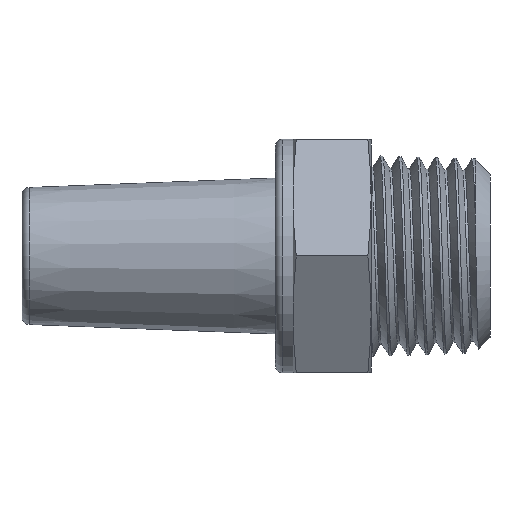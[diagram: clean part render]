
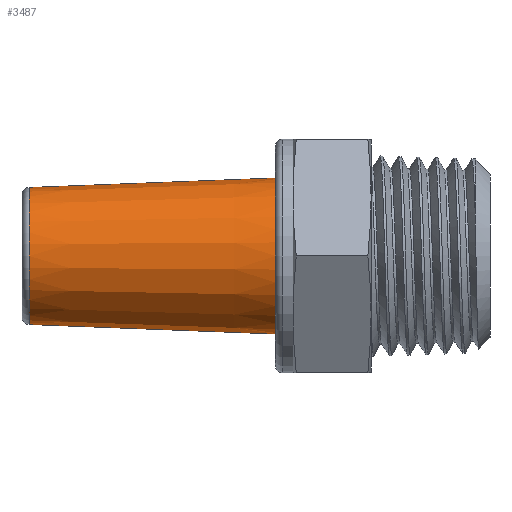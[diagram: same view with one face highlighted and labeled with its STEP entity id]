
A CAD part, left-side view. The second image highlights one B-rep face of the part: STEP entity #3487.
In plain terms, the highlighted conical face has half-angle 2.203 degrees and reference radius 3.5 mm.
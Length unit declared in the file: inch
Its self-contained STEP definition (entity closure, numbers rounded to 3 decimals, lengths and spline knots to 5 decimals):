
#322 = EDGE_CURVE ( 'NONE', #344, #2380, #1467, .T. ) ;
#333 = ORIENTED_EDGE ( 'NONE', *, *, #322, .T. ) ;
#344 = VERTEX_POINT ( 'NONE', #1098 ) ;
#348 = DIRECTION ( 'NONE',  ( 0., -0.999, 0.038 ) ) ;
#474 = DIRECTION ( 'NONE',  ( 0., -1., 0. ) ) ;
#508 = CARTESIAN_POINT ( 'NONE',  ( 0., 0.6903, -0.13835 ) ) ;
#545 = CARTESIAN_POINT ( 'NONE',  ( 0., 0.6903, 0.13835 ) ) ;
#791 = DIRECTION ( 'NONE',  ( 0., 0., -1. ) ) ;
#811 = CARTESIAN_POINT ( 'NONE',  ( 0., 0.70472, 0. ) ) ;
#1098 = CARTESIAN_POINT ( 'NONE',  ( 0., 0.19291, -0.15748 ) ) ;
#1170 = DIRECTION ( 'NONE',  ( 0., 0., -1. ) ) ;
#1217 = VERTEX_POINT ( 'NONE', #508 ) ;
#1356 = DIRECTION ( 'NONE',  ( 0., 0., 1. ) ) ;
#1467 = CIRCLE ( 'NONE', #4813, 0.15748 ) ;
#1484 = CARTESIAN_POINT ( 'NONE',  ( 0., 0.19291, 0. ) ) ;
#1612 = VECTOR ( 'NONE', #348, 39.37008 ) ;
#1663 = EDGE_LOOP ( 'NONE', ( #2719, #4320, #1902, #333 ) ) ;
#1825 = VERTEX_POINT ( 'NONE', #545 ) ;
#1860 = AXIS2_PLACEMENT_3D ( 'NONE', #4849, #3280, #1356 ) ;
#1891 = CARTESIAN_POINT ( 'NONE',  ( 0., 0.70472, 0.1378 ) ) ;
#1902 = ORIENTED_EDGE ( 'NONE', *, *, #3099, .T. ) ;
#1940 = AXIS2_PLACEMENT_3D ( 'NONE', #811, #474, #1170 ) ;
#2015 = FACE_OUTER_BOUND ( 'NONE', #1663, .T. ) ;
#2380 = VERTEX_POINT ( 'NONE', #3840 ) ;
#2432 = VECTOR ( 'NONE', #3662, 39.37008 ) ;
#2553 = LINE ( 'NONE', #2964, #2432 ) ;
#2719 = ORIENTED_EDGE ( 'NONE', *, *, #3270, .F. ) ;
#2948 = EDGE_CURVE ( 'NONE', #1825, #1217, #3900, .T. ) ;
#2964 = CARTESIAN_POINT ( 'NONE',  ( 0., 0.70472, -0.1378 ) ) ;
#3099 = EDGE_CURVE ( 'NONE', #1217, #344, #2553, .T. ) ;
#3270 = EDGE_CURVE ( 'NONE', #1825, #2380, #4187, .T. ) ;
#3280 = DIRECTION ( 'NONE',  ( 0., -1., 0. ) ) ;
#3487 = ADVANCED_FACE ( 'NONE', ( #2015 ), #4143, .T. ) ;
#3662 = DIRECTION ( 'NONE',  ( 0., -0.999, -0.038 ) ) ;
#3840 = CARTESIAN_POINT ( 'NONE',  ( 0., 0.19291, 0.15748 ) ) ;
#3900 = CIRCLE ( 'NONE', #1860, 0.13835 ) ;
#4143 = CONICAL_SURFACE ( 'NONE', #1940, 0.1378, 0.038 ) ;
#4187 = LINE ( 'NONE', #1891, #1612 ) ;
#4320 = ORIENTED_EDGE ( 'NONE', *, *, #2948, .T. ) ;
#4598 = DIRECTION ( 'NONE',  ( 0., 1., 0. ) ) ;
#4813 = AXIS2_PLACEMENT_3D ( 'NONE', #1484, #4598, #791 ) ;
#4849 = CARTESIAN_POINT ( 'NONE',  ( 0., 0.6903, 0. ) ) ;
